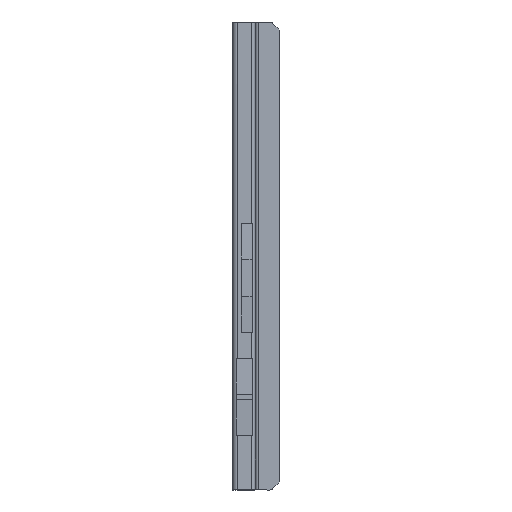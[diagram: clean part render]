
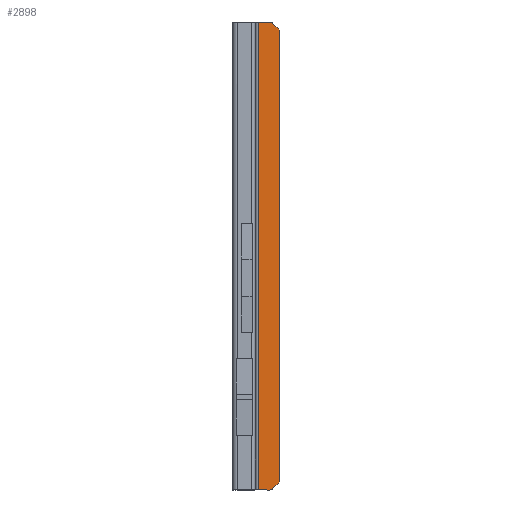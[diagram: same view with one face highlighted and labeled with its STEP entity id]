
A CAD part, front view. The second image highlights one B-rep face of the part: STEP entity #2898.
In plain terms, the highlighted planar face has unit normal (0, -1, 0).
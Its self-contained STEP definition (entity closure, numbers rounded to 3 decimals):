
#34 = LINE ( 'NONE', #3778, #34228 ) ;
#1127 = CIRCLE ( 'NONE', #28984, 4. ) ;
#2044 = VERTEX_POINT ( 'NONE', #15607 ) ;
#2898 = ADVANCED_FACE ( 'NONE', ( #26062 ), #30309, .F. ) ;
#3778 = CARTESIAN_POINT ( 'NONE',  ( 0., -2., 0. ) ) ;
#4190 = EDGE_CURVE ( 'NONE', #31452, #36045, #1127, .T. ) ;
#4837 = VERTEX_POINT ( 'NONE', #17391 ) ;
#5365 = VERTEX_POINT ( 'NONE', #38243 ) ;
#5532 = DIRECTION ( 'NONE',  ( 0., 0., 1. ) ) ;
#7169 = DIRECTION ( 'NONE',  ( -1., 0., 0. ) ) ;
#7501 = EDGE_CURVE ( 'NONE', #41660, #4837, #35178, .T. ) ;
#7522 = EDGE_CURVE ( 'NONE', #20379, #31452, #20947, .T. ) ;
#7929 = CARTESIAN_POINT ( 'NONE',  ( 0., -2., -450. ) ) ;
#8436 = EDGE_CURVE ( 'NONE', #36045, #41660, #32750, .T. ) ;
#9740 = AXIS2_PLACEMENT_3D ( 'NONE', #7929, #18599, #7169 ) ;
#10927 = ORIENTED_EDGE ( 'NONE', *, *, #4190, .T. ) ;
#11239 = CARTESIAN_POINT ( 'NONE',  ( 0.5, -2., -450. ) ) ;
#11969 = CARTESIAN_POINT ( 'NONE',  ( 11.6, -2., -450. ) ) ;
#12112 = CARTESIAN_POINT ( 'NONE',  ( 11.6, -2., -446. ) ) ;
#12857 = CARTESIAN_POINT ( 'NONE',  ( 21., -2., -442.257 ) ) ;
#13953 = CARTESIAN_POINT ( 'NONE',  ( 11.6, -2., -4. ) ) ;
#15607 = CARTESIAN_POINT ( 'NONE',  ( 14.429, -2., -1.172 ) ) ;
#17374 = VECTOR ( 'NONE', #37428, 1000. ) ;
#17391 = CARTESIAN_POINT ( 'NONE',  ( 21., -2., -7.743 ) ) ;
#17888 = EDGE_CURVE ( 'NONE', #2044, #25737, #22332, .T. ) ;
#18599 = DIRECTION ( 'NONE',  ( 0., 1., 0. ) ) ;
#18709 = DIRECTION ( 'NONE',  ( -1., 0., 0. ) ) ;
#19974 = CARTESIAN_POINT ( 'NONE',  ( 21., -2., -450. ) ) ;
#20379 = VERTEX_POINT ( 'NONE', #21433 ) ;
#20865 = LINE ( 'NONE', #28594, #30996 ) ;
#20947 = LINE ( 'NONE', #19974, #34338 ) ;
#21433 = CARTESIAN_POINT ( 'NONE',  ( 0.5, -2., -450. ) ) ;
#21547 = DIRECTION ( 'NONE',  ( 0.707, 0., 0.707 ) ) ;
#21641 = VECTOR ( 'NONE', #5532, 1000. ) ;
#22332 = CIRCLE ( 'NONE', #31929, 4. ) ;
#23958 = ORIENTED_EDGE ( 'NONE', *, *, #7501, .T. ) ;
#24576 = CARTESIAN_POINT ( 'NONE',  ( 14.429, -2., -448.828 ) ) ;
#25737 = VERTEX_POINT ( 'NONE', #33010 ) ;
#26062 = FACE_OUTER_BOUND ( 'NONE', #27447, .T. ) ;
#26649 = LINE ( 'NONE', #11239, #17374 ) ;
#26764 = ORIENTED_EDGE ( 'NONE', *, *, #7522, .T. ) ;
#26789 = DIRECTION ( 'NONE',  ( 0., -1., 0. ) ) ;
#27286 = DIRECTION ( 'NONE',  ( 1., 0., 0. ) ) ;
#27447 = EDGE_LOOP ( 'NONE', ( #33357, #43433, #33111, #28972, #26764, #10927, #45547, #23958 ) ) ;
#27470 = DIRECTION ( 'NONE',  ( 0., -1., 0. ) ) ;
#28178 = CARTESIAN_POINT ( 'NONE',  ( 21., -2., 0. ) ) ;
#28594 = CARTESIAN_POINT ( 'NONE',  ( 14.429, -2., -1.172 ) ) ;
#28972 = ORIENTED_EDGE ( 'NONE', *, *, #31235, .F. ) ;
#28984 = AXIS2_PLACEMENT_3D ( 'NONE', #12112, #26789, #27286 ) ;
#29158 = DIRECTION ( 'NONE',  ( -1., 0., 0. ) ) ;
#30309 = PLANE ( 'NONE',  #9740 ) ;
#30996 = VECTOR ( 'NONE', #47360, 1000. ) ;
#31235 = EDGE_CURVE ( 'NONE', #20379, #5365, #26649, .T. ) ;
#31452 = VERTEX_POINT ( 'NONE', #11969 ) ;
#31929 = AXIS2_PLACEMENT_3D ( 'NONE', #13953, #27470, #29158 ) ;
#32118 = VECTOR ( 'NONE', #21547, 1000. ) ;
#32750 = LINE ( 'NONE', #36230, #32118 ) ;
#33010 = CARTESIAN_POINT ( 'NONE',  ( 11.6, -2., 0. ) ) ;
#33111 = ORIENTED_EDGE ( 'NONE', *, *, #34763, .T. ) ;
#33357 = ORIENTED_EDGE ( 'NONE', *, *, #47797, .T. ) ;
#34228 = VECTOR ( 'NONE', #18709, 1000. ) ;
#34338 = VECTOR ( 'NONE', #35909, 1000. ) ;
#34763 = EDGE_CURVE ( 'NONE', #25737, #5365, #34, .T. ) ;
#35178 = LINE ( 'NONE', #28178, #21641 ) ;
#35909 = DIRECTION ( 'NONE',  ( 1., 0., 0. ) ) ;
#36045 = VERTEX_POINT ( 'NONE', #24576 ) ;
#36230 = CARTESIAN_POINT ( 'NONE',  ( 14.429, -2., -448.828 ) ) ;
#37428 = DIRECTION ( 'NONE',  ( 0., 0., 1. ) ) ;
#38243 = CARTESIAN_POINT ( 'NONE',  ( 0.5, -2., 0. ) ) ;
#41660 = VERTEX_POINT ( 'NONE', #12857 ) ;
#43433 = ORIENTED_EDGE ( 'NONE', *, *, #17888, .T. ) ;
#45547 = ORIENTED_EDGE ( 'NONE', *, *, #8436, .T. ) ;
#47360 = DIRECTION ( 'NONE',  ( -0.707, 0., 0.707 ) ) ;
#47797 = EDGE_CURVE ( 'NONE', #4837, #2044, #20865, .T. ) ;
